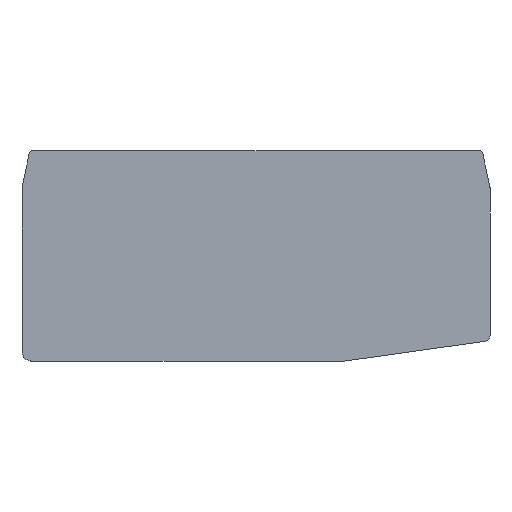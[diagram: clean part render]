
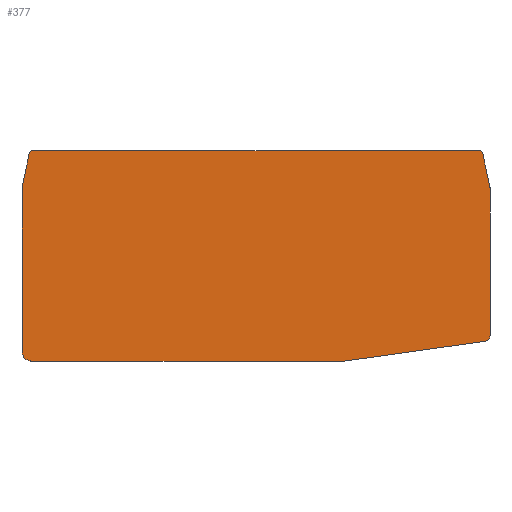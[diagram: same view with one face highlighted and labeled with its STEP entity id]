
A CAD part, front view. The second image highlights one B-rep face of the part: STEP entity #377.
In plain terms, the highlighted free-form (B-spline) face has degree [1, 1] with [2, 2] control points.
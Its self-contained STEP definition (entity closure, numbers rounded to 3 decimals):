
#25=CARTESIAN_POINT('',(-133.751,-2.2,42.9));
#26=VERTEX_POINT('',#25);
#27=CARTESIAN_POINT('',(-42.249,-2.2,42.9));
#28=VERTEX_POINT('',#27);
#29=CARTESIAN_POINT('',(-133.751,-2.2,42.9));
#30=CARTESIAN_POINT('',(-42.249,-2.2,42.9));
#31=B_SPLINE_CURVE_WITH_KNOTS('',1,(#29,#30),.POLYLINE_FORM.,.F.,.U.,(2,2),(0.,1.),.UNSPECIFIED.);
#32=EDGE_CURVE('',#26,#28,#31,.T.);
#75=CARTESIAN_POINT('',(-134.24,-2.2,42.504));
#76=VERTEX_POINT('',#75);
#77=CARTESIAN_POINT('',(-134.24,-2.2,42.504));
#78=CARTESIAN_POINT('',(-134.156,-2.2,42.9));
#79=CARTESIAN_POINT('',(-133.751,-2.2,42.9));
#80=(BOUNDED_CURVE()B_SPLINE_CURVE(2,(#77,#78,#79),.CIRCULAR_ARC.,.F.,.U.)B_SPLINE_CURVE_WITH_KNOTS((3,3),(0.,1.),.UNSPECIFIED.)CURVE()GEOMETRIC_REPRESENTATION_ITEM()RATIONAL_B_SPLINE_CURVE((1.,0.777,1.))REPRESENTATION_ITEM(''));
#81=EDGE_CURVE('',#76,#26,#80,.T.);
#133=CARTESIAN_POINT('',(-135.75,-2.2,35.347));
#134=VERTEX_POINT('',#133);
#140=CARTESIAN_POINT('',(-135.739,-2.2,35.451));
#141=VERTEX_POINT('',#140);
#142=CARTESIAN_POINT('',(-135.75,-2.2,35.347));
#143=CARTESIAN_POINT('',(-135.75,-2.2,35.4));
#144=CARTESIAN_POINT('',(-135.739,-2.2,35.451));
#145=(BOUNDED_CURVE()B_SPLINE_CURVE(2,(#142,#143,#144),.CIRCULAR_ARC.,.F.,.U.)B_SPLINE_CURVE_WITH_KNOTS((3,3),(0.,1.),.UNSPECIFIED.)CURVE()GEOMETRIC_REPRESENTATION_ITEM()RATIONAL_B_SPLINE_CURVE((1.,0.995,1.))REPRESENTATION_ITEM(''));
#146=EDGE_CURVE('',#134,#141,#145,.T.);
#183=CARTESIAN_POINT('',(-69.987,-2.2,0.));
#184=VERTEX_POINT('',#183);
#185=CARTESIAN_POINT('',(-133.75,-2.2,0.));
#186=VERTEX_POINT('',#185);
#187=CARTESIAN_POINT('',(-69.987,-2.2,0.));
#188=CARTESIAN_POINT('',(-133.75,-2.2,0.));
#189=B_SPLINE_CURVE_WITH_KNOTS('',1,(#187,#188),.POLYLINE_FORM.,.F.,.U.,(2,2),(0.,1.),.UNSPECIFIED.);
#190=EDGE_CURVE('',#184,#186,#189,.T.);
#221=CARTESIAN_POINT('',(-40.25,-2.2,35.347));
#222=VERTEX_POINT('',#221);
#228=CARTESIAN_POINT('',(-40.25,-2.2,5.222));
#229=VERTEX_POINT('',#228);
#230=CARTESIAN_POINT('',(-40.25,-2.2,35.347));
#231=CARTESIAN_POINT('',(-40.25,-2.2,5.222));
#232=B_SPLINE_CURVE_WITH_KNOTS('',1,(#230,#231),.POLYLINE_FORM.,.F.,.U.,(2,2),(0.002,0.967),.UNSPECIFIED.);
#233=EDGE_CURVE('',#222,#229,#232,.T.);
#261=CARTESIAN_POINT('',(-135.75,-2.2,2.));
#262=VERTEX_POINT('',#261);
#279=CARTESIAN_POINT('',(-133.75,-2.2,0.));
#280=CARTESIAN_POINT('',(-135.75,-2.2,0.));
#281=CARTESIAN_POINT('',(-135.75,-2.2,2.));
#282=(BOUNDED_CURVE()B_SPLINE_CURVE(2,(#279,#280,#281),.CIRCULAR_ARC.,.F.,.U.)B_SPLINE_CURVE_WITH_KNOTS((3,3),(0.,1.),.UNSPECIFIED.)CURVE()GEOMETRIC_REPRESENTATION_ITEM()RATIONAL_B_SPLINE_CURVE((1.,0.707,1.))REPRESENTATION_ITEM(''));
#283=EDGE_CURVE('',#186,#262,#282,.T.);
#300=CARTESIAN_POINT('',(-135.739,-2.2,35.451));
#301=CARTESIAN_POINT('',(-134.24,-2.2,42.504));
#302=B_SPLINE_CURVE_WITH_KNOTS('',1,(#300,#301),.POLYLINE_FORM.,.F.,.U.,(2,2),(0.,1.),.UNSPECIFIED.);
#303=EDGE_CURVE('',#141,#76,#302,.T.);
#320=CARTESIAN_POINT('',(-135.75,-2.2,2.));
#321=CARTESIAN_POINT('',(-135.75,-2.2,35.347));
#322=B_SPLINE_CURVE_WITH_KNOTS('',1,(#320,#321),.POLYLINE_FORM.,.F.,.U.,(2,2),(0.,1.),.UNSPECIFIED.);
#323=EDGE_CURVE('',#262,#134,#322,.T.);
#328=CARTESIAN_POINT('',(-135.75,-2.2,55.107));
#329=CARTESIAN_POINT('',(-40.25,-2.2,55.107));
#330=CARTESIAN_POINT('',(-135.75,-2.2,0.));
#331=CARTESIAN_POINT('',(-40.25,-2.2,0.));
#332=B_SPLINE_SURFACE_WITH_KNOTS('',1,1,((#328,#329),(#330,#331)),.PLANE_SURF.,.F.,.F.,.U.,(2,2),(2,2),(0.211,1.),(0.192,0.486),.UNSPECIFIED.);
#333=ORIENTED_EDGE('',*,*,#81,.F.);
#334=ORIENTED_EDGE('',*,*,#303,.F.);
#335=ORIENTED_EDGE('',*,*,#146,.F.);
#336=ORIENTED_EDGE('',*,*,#323,.F.);
#337=ORIENTED_EDGE('',*,*,#283,.F.);
#338=ORIENTED_EDGE('',*,*,#190,.F.);
#339=CARTESIAN_POINT('',(-41.283,-2.2,4.034));
#340=VERTEX_POINT('',#339);
#341=CARTESIAN_POINT('',(-69.987,-2.2,0.));
#342=CARTESIAN_POINT('',(-41.283,-2.2,4.034));
#343=B_SPLINE_CURVE_WITH_KNOTS('',1,(#341,#342),.POLYLINE_FORM.,.F.,.U.,(2,2),(0.404,0.497),.UNSPECIFIED.);
#344=EDGE_CURVE('',#184,#340,#343,.T.);
#345=ORIENTED_EDGE('',*,*,#344,.T.);
#346=CARTESIAN_POINT('',(-41.283,-2.2,4.034));
#347=CARTESIAN_POINT('',(-40.25,-2.2,4.179));
#348=CARTESIAN_POINT('',(-40.25,-2.2,5.222));
#349=(BOUNDED_CURVE()B_SPLINE_CURVE(2,(#346,#347,#348),.CIRCULAR_ARC.,.F.,.U.)B_SPLINE_CURVE_WITH_KNOTS((3,3),(0.,1.),.UNSPECIFIED.)CURVE()GEOMETRIC_REPRESENTATION_ITEM()RATIONAL_B_SPLINE_CURVE((1.,0.755,1.))REPRESENTATION_ITEM(''));
#350=EDGE_CURVE('',#340,#229,#349,.T.);
#351=ORIENTED_EDGE('',*,*,#350,.T.);
#352=ORIENTED_EDGE('',*,*,#233,.F.);
#353=CARTESIAN_POINT('',(-40.261,-2.2,35.451));
#354=VERTEX_POINT('',#353);
#355=CARTESIAN_POINT('',(-40.25,-2.2,35.347));
#356=CARTESIAN_POINT('',(-40.25,-2.2,35.4));
#357=CARTESIAN_POINT('',(-40.261,-2.2,35.451));
#358=(BOUNDED_CURVE()B_SPLINE_CURVE(2,(#355,#356,#357),.UNSPECIFIED.,.F.,.U.)B_SPLINE_CURVE_WITH_KNOTS((3,3),(0.,1.),.UNSPECIFIED.)CURVE()GEOMETRIC_REPRESENTATION_ITEM()RATIONAL_B_SPLINE_CURVE((1.,0.995,1.))REPRESENTATION_ITEM(''));
#359=EDGE_CURVE('',#222,#354,#358,.T.);
#360=ORIENTED_EDGE('',*,*,#359,.T.);
#361=CARTESIAN_POINT('',(-41.76,-2.2,42.504));
#362=VERTEX_POINT('',#361);
#363=CARTESIAN_POINT('',(-40.261,-2.2,35.451));
#364=CARTESIAN_POINT('',(-41.76,-2.2,42.504));
#365=B_SPLINE_CURVE_WITH_KNOTS('',1,(#363,#364),.POLYLINE_FORM.,.F.,.U.,(2,2),(0.069,0.981),.UNSPECIFIED.);
#366=EDGE_CURVE('',#354,#362,#365,.T.);
#367=ORIENTED_EDGE('',*,*,#366,.T.);
#368=CARTESIAN_POINT('',(-41.76,-2.2,42.504));
#369=CARTESIAN_POINT('',(-41.844,-2.2,42.9));
#370=CARTESIAN_POINT('',(-42.249,-2.2,42.9));
#371=(BOUNDED_CURVE()B_SPLINE_CURVE(2,(#368,#369,#370),.CIRCULAR_ARC.,.F.,.U.)B_SPLINE_CURVE_WITH_KNOTS((3,3),(0.,1.),.UNSPECIFIED.)CURVE()GEOMETRIC_REPRESENTATION_ITEM()RATIONAL_B_SPLINE_CURVE((1.,0.777,1.))REPRESENTATION_ITEM(''));
#372=EDGE_CURVE('',#362,#28,#371,.T.);
#373=ORIENTED_EDGE('',*,*,#372,.T.);
#374=ORIENTED_EDGE('',*,*,#32,.F.);
#375=EDGE_LOOP('',(#333,#334,#335,#336,#337,#338,#345,#351,#352,#360,#367,#373,#374));
#376=FACE_OUTER_BOUND('',#375,.T.);
#377=ADVANCED_FACE('',(#376),#332,.T.);
